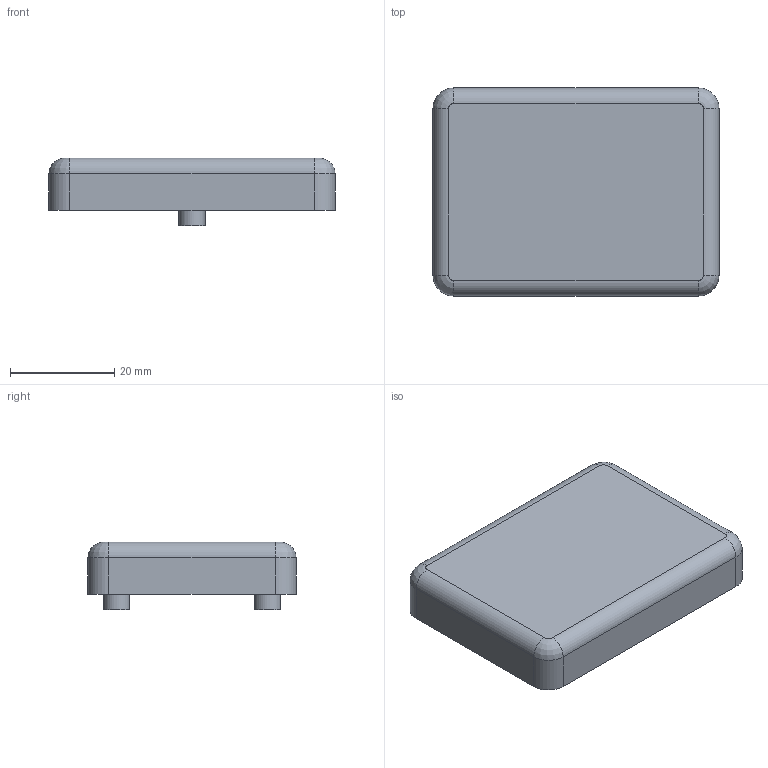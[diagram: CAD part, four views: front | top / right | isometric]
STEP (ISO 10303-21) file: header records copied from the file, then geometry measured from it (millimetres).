
FILE_DESCRIPTION(('FreeCAD Model'),'2;1');
FILE_NAME('Open CASCADE Shape Model','2024-06-28T15:19:02',('Author'),( ''),'Open CASCADE STEP processor 7.6','FreeCAD','Unknown');
FILE_SCHEMA(('AUTOMOTIVE_DESIGN { 1 0 10303 214 1 1 1 1 }'));
Length unit declared in the file: millimetre
Products named in the file (1): Top
Bounding box: 55 x 40 x 13 mm (x, y, z)
Volume: 7043.1 mm3; surface area: 7779.6 mm2
Topology: 1 solids, 1 shells, 52 faces, 120 edges, 74 vertices
Faces by surface type: cylinder 24, plane 20, revolution 4, torus 4
Full cylindrical faces by diameter (mm): 2.5 x2, 5 x2
Entity records: 1552 total; most frequent: CARTESIAN_POINT 295, DIRECTION 280, ORIENTED_EDGE 240, EDGE_CURVE 120, AXIS2_PLACEMENT_3D 107, VERTEX_POINT 74, LINE 62, VECTOR 62
